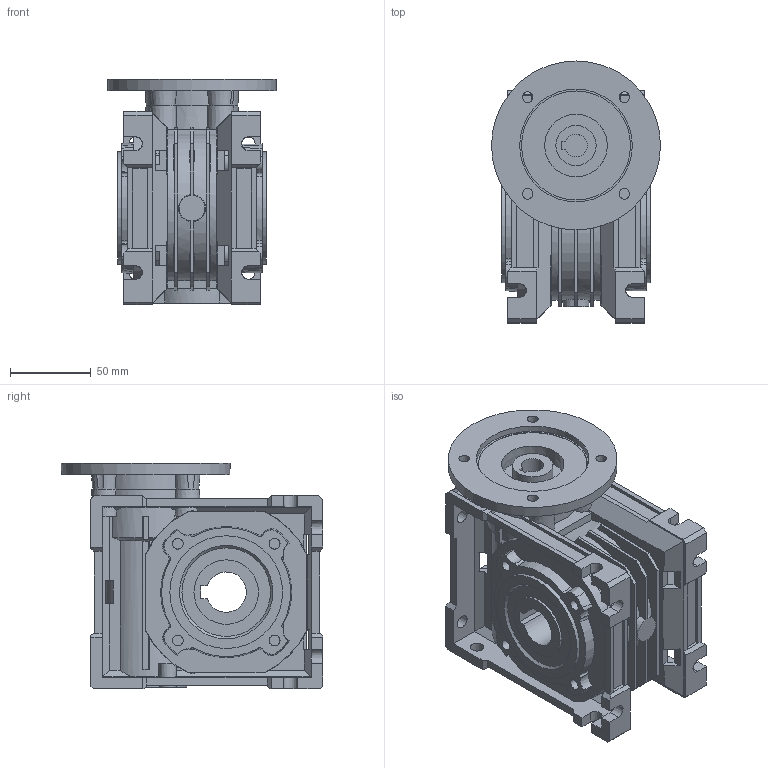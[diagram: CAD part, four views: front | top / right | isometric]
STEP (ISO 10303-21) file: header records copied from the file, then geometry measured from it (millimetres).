
FILE_DESCRIPTION( ( 'Unknown' ), '1' );
FILE_NAME( '127B12D966866F198B5B2F7B265F61D.3d.stp', 'Unknown', ( 'Unknown' ), ( 'Unknown' ), 'PSStep 10.1', 'Unknown', ' ' );
FILE_SCHEMA( ( 'AUTOMOTIVE_DESIGN { 1 0 10303 214 1 1 1 1 }' ) );
Length unit declared in the file: millimetre
Products named in the file (1): 540b325d-7f89-4dad-b9bf-0e059c93cdbb
Bounding box: 104.95 x 162.47 x 140 mm (x, y, z)
Volume: 955001.1 mm3; surface area: 174990.4 mm2
Topology: 1 solids, 5 shells, 688 faces, 1945 edges, 1284 vertices
Faces by surface type: plane 492, cone 154, bspline 24, cylinder 18
Full cylindrical faces by diameter (mm): 25 x2, 40 x2, 47 x1, 55.1 x1, 70 x3
Entity records: 29537 total; most frequent: CARTESIAN_POINT 6768, ORIENTED_EDGE 3754, DIRECTION 3320, EDGE_CURVE 1877, VERTEX_POINT 1260, LINE 1142, VECTOR 1142, AXIS2_PLACEMENT_3D 1089
